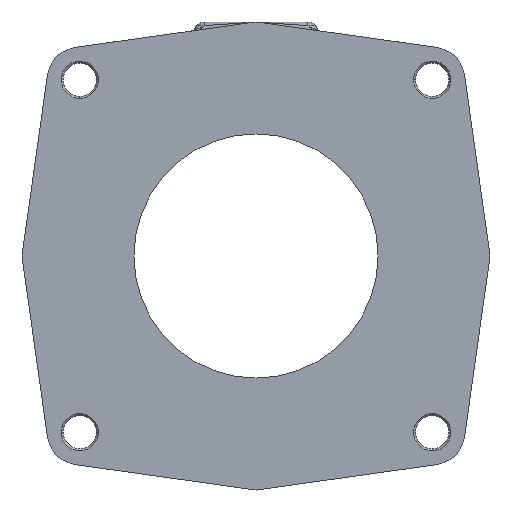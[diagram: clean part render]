
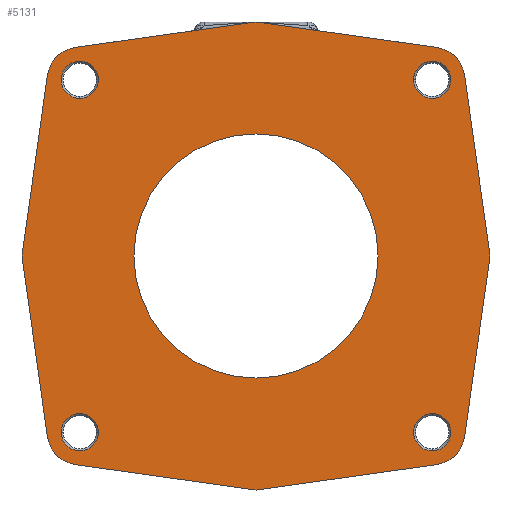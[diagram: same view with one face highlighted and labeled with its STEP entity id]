
A CAD part, front view. The second image highlights one B-rep face of the part: STEP entity #5131.
In plain terms, the highlighted planar face has unit normal (0, -1, 0).
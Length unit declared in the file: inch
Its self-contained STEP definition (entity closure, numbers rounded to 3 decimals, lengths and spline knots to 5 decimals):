
#250=DIRECTION('',(0.99,0.,-0.139));
#251=VECTOR('',#250,2.23956);
#252=CARTESIAN_POINT('',(0.,0.,2.875));
#253=LINE('',#252,#251);
#254=DIRECTION('',(0.99,0.,0.139));
#255=VECTOR('',#254,2.23956);
#256=CARTESIAN_POINT('',(-2.21777,0.,2.56331));
#257=LINE('',#256,#255);
#317=CARTESIAN_POINT('',(2.16551,0.,2.16551));
#318=DIRECTION('',(0.,1.,0.));
#319=DIRECTION('',(-1.,0.,0.));
#320=AXIS2_PLACEMENT_3D('',#317,#318,#319);
#322=CARTESIAN_POINT('',(2.16551,0.,2.16551));
#323=DIRECTION('',(0.,1.,0.));
#324=DIRECTION('',(1.,0.,0.));
#325=AXIS2_PLACEMENT_3D('',#322,#323,#324);
#327=CARTESIAN_POINT('',(2.16551,0.,-2.16551));
#328=DIRECTION('',(0.,1.,0.));
#329=DIRECTION('',(0.,0.,1.));
#330=AXIS2_PLACEMENT_3D('',#327,#328,#329);
#332=CARTESIAN_POINT('',(2.16551,0.,-2.16551));
#333=DIRECTION('',(0.,1.,0.));
#334=DIRECTION('',(0.,0.,-1.));
#335=AXIS2_PLACEMENT_3D('',#332,#333,#334);
#337=CARTESIAN_POINT('',(-2.16551,0.,-2.16551));
#338=DIRECTION('',(0.,1.,0.));
#339=DIRECTION('',(1.,0.,0.));
#340=AXIS2_PLACEMENT_3D('',#337,#338,#339);
#342=CARTESIAN_POINT('',(-2.16551,0.,-2.16551));
#343=DIRECTION('',(0.,1.,0.));
#344=DIRECTION('',(-1.,0.,0.));
#345=AXIS2_PLACEMENT_3D('',#342,#343,#344);
#347=CARTESIAN_POINT('',(-2.16551,0.,2.16551));
#348=DIRECTION('',(0.,1.,0.));
#349=DIRECTION('',(0.,0.,-1.));
#350=AXIS2_PLACEMENT_3D('',#347,#348,#349);
#352=CARTESIAN_POINT('',(-2.16551,0.,2.16551));
#353=DIRECTION('',(0.,1.,0.));
#354=DIRECTION('',(0.,0.,1.));
#355=AXIS2_PLACEMENT_3D('',#352,#353,#354);
#357=CARTESIAN_POINT('',(0.,0.,0.));
#358=DIRECTION('',(0.,-1.,0.));
#359=DIRECTION('',(-1.,0.,0.));
#360=AXIS2_PLACEMENT_3D('',#357,#358,#359);
#362=CARTESIAN_POINT('',(0.,0.,0.));
#363=DIRECTION('',(0.,-1.,0.));
#364=DIRECTION('',(1.,0.,0.));
#365=AXIS2_PLACEMENT_3D('',#362,#363,#364);
#379=DIRECTION('',(-0.139,0.,-0.99));
#380=VECTOR('',#379,2.23956);
#381=CARTESIAN_POINT('',(2.875,0.,0.));
#382=LINE('',#381,#380);
#383=DIRECTION('',(0.139,0.,-0.99));
#384=VECTOR('',#383,2.23956);
#385=CARTESIAN_POINT('',(2.56331,0.,2.21777));
#386=LINE('',#385,#384);
#400=CARTESIAN_POINT('',(2.16126,0.,2.16126));
#401=DIRECTION('',(0.,-1.,0.));
#402=DIRECTION('',(0.99,0.,0.139));
#403=AXIS2_PLACEMENT_3D('',#400,#401,#402);
#443=DIRECTION('',(-0.99,0.,-0.139));
#444=VECTOR('',#443,2.23956);
#445=CARTESIAN_POINT('',(2.21777,0.,-2.56331));
#446=LINE('',#445,#444);
#467=DIRECTION('',(-0.99,0.,0.139));
#468=VECTOR('',#467,2.23956);
#469=CARTESIAN_POINT('',(0.,0.,-2.875));
#470=LINE('',#469,#468);
#490=DIRECTION('',(-0.139,0.,0.99));
#491=VECTOR('',#490,2.23956);
#492=CARTESIAN_POINT('',(-2.56331,0.,-2.21777));
#493=LINE('',#492,#491);
#514=DIRECTION('',(0.139,0.,0.99));
#515=VECTOR('',#514,2.23956);
#516=CARTESIAN_POINT('',(-2.875,0.,0.));
#517=LINE('',#516,#515);
#4094=CARTESIAN_POINT('',(-2.16126,0.,2.16126));
#4095=DIRECTION('',(0.,-1.,0.));
#4096=DIRECTION('',(-0.139,0.,0.99));
#4097=AXIS2_PLACEMENT_3D('',#4094,#4095,#4096);
#4104=CARTESIAN_POINT('',(-2.16126,0.,-2.16126));
#4105=DIRECTION('',(0.,-1.,0.));
#4106=DIRECTION('',(-0.99,0.,-0.139));
#4107=AXIS2_PLACEMENT_3D('',#4104,#4105,#4106);
#4114=CARTESIAN_POINT('',(2.16126,0.,-2.16126));
#4115=DIRECTION('',(0.,-1.,0.));
#4116=DIRECTION('',(0.139,0.,-0.99));
#4117=AXIS2_PLACEMENT_3D('',#4114,#4115,#4116);
#4508=CARTESIAN_POINT('',(0.,0.,2.875));
#4509=VERTEX_POINT('',#4508);
#4510=CARTESIAN_POINT('',(2.875,0.,0.));
#4511=VERTEX_POINT('',#4510);
#4512=CARTESIAN_POINT('',(0.,0.,-2.875));
#4513=VERTEX_POINT('',#4512);
#4514=CARTESIAN_POINT('',(-2.875,0.,0.));
#4515=VERTEX_POINT('',#4514);
#4516=CARTESIAN_POINT('',(2.21777,0.,2.56331));
#4517=VERTEX_POINT('',#4516);
#4518=CARTESIAN_POINT('',(2.56331,0.,2.21777));
#4519=VERTEX_POINT('',#4518);
#4520=CARTESIAN_POINT('',(2.56331,0.,-2.21777));
#4521=VERTEX_POINT('',#4520);
#4522=CARTESIAN_POINT('',(2.21777,0.,-2.56331));
#4523=VERTEX_POINT('',#4522);
#4524=CARTESIAN_POINT('',(-2.56331,0.,2.21777));
#4525=VERTEX_POINT('',#4524);
#4526=CARTESIAN_POINT('',(-2.21777,0.,2.56331));
#4527=VERTEX_POINT('',#4526);
#4528=CARTESIAN_POINT('',(-2.21777,0.,-2.56331));
#4529=VERTEX_POINT('',#4528);
#4530=CARTESIAN_POINT('',(-2.56331,0.,-2.21777));
#4531=VERTEX_POINT('',#4530);
#4540=CARTESIAN_POINT('',(1.93751,0.,2.16551));
#4541=CARTESIAN_POINT('',(2.39351,0.,2.16551));
#4542=VERTEX_POINT('',#4540);
#4543=VERTEX_POINT('',#4541);
#4556=CARTESIAN_POINT('',(2.16551,0.,-1.93751));
#4557=CARTESIAN_POINT('',(2.16551,0.,-2.39351));
#4558=VERTEX_POINT('',#4556);
#4559=VERTEX_POINT('',#4557);
#4572=CARTESIAN_POINT('',(-1.93751,0.,-2.16551));
#4573=CARTESIAN_POINT('',(-2.39351,0.,-2.16551));
#4574=VERTEX_POINT('',#4572);
#4575=VERTEX_POINT('',#4573);
#4588=CARTESIAN_POINT('',(-2.16551,0.,1.93751));
#4589=CARTESIAN_POINT('',(-2.16551,0.,2.39351));
#4590=VERTEX_POINT('',#4588);
#4591=VERTEX_POINT('',#4589);
#4679=CARTESIAN_POINT('',(-1.5,0.,0.));
#4680=CARTESIAN_POINT('',(1.5,0.,0.));
#4681=VERTEX_POINT('',#4679);
#4682=VERTEX_POINT('',#4680);
#5072=CARTESIAN_POINT('',(0.,0.,0.));
#5073=DIRECTION('',(0.,-1.,0.));
#5074=DIRECTION('',(1.,0.,0.));
#5075=AXIS2_PLACEMENT_3D('',#5072,#5073,#5074);
#5076=PLANE('',#5075);
#5078=ORIENTED_EDGE('',*,*,#5077,.T.);
#5080=ORIENTED_EDGE('',*,*,#5079,.F.);
#5082=ORIENTED_EDGE('',*,*,#5081,.T.);
#5084=ORIENTED_EDGE('',*,*,#5083,.T.);
#5086=ORIENTED_EDGE('',*,*,#5085,.F.);
#5088=ORIENTED_EDGE('',*,*,#5087,.T.);
#5090=ORIENTED_EDGE('',*,*,#5089,.T.);
#5092=ORIENTED_EDGE('',*,*,#5091,.F.);
#5093=ORIENTED_EDGE('',*,*,#5059,.T.);
#5094=ORIENTED_EDGE('',*,*,#5048,.T.);
#5096=ORIENTED_EDGE('',*,*,#5095,.F.);
#5098=ORIENTED_EDGE('',*,*,#5097,.T.);
#5099=EDGE_LOOP('',(#5078,#5080,#5082,#5084,#5086,#5088,#5090,#5092,#5093,#5094,
#5096,#5098));
#5100=FACE_OUTER_BOUND('',#5099,.F.);
#5102=ORIENTED_EDGE('',*,*,#5101,.F.);
#5104=ORIENTED_EDGE('',*,*,#5103,.F.);
#5105=EDGE_LOOP('',(#5102,#5104));
#5106=FACE_BOUND('',#5105,.F.);
#5108=ORIENTED_EDGE('',*,*,#5107,.F.);
#5110=ORIENTED_EDGE('',*,*,#5109,.F.);
#5111=EDGE_LOOP('',(#5108,#5110));
#5112=FACE_BOUND('',#5111,.F.);
#5114=ORIENTED_EDGE('',*,*,#5113,.F.);
#5116=ORIENTED_EDGE('',*,*,#5115,.F.);
#5117=EDGE_LOOP('',(#5114,#5116));
#5118=FACE_BOUND('',#5117,.F.);
#5120=ORIENTED_EDGE('',*,*,#5119,.F.);
#5122=ORIENTED_EDGE('',*,*,#5121,.F.);
#5123=EDGE_LOOP('',(#5120,#5122));
#5124=FACE_BOUND('',#5123,.F.);
#5126=ORIENTED_EDGE('',*,*,#5125,.T.);
#5128=ORIENTED_EDGE('',*,*,#5127,.T.);
#5129=EDGE_LOOP('',(#5126,#5128));
#5130=FACE_BOUND('',#5129,.F.);
#321=CIRCLE('',#320,0.228);
#326=CIRCLE('',#325,0.228);
#331=CIRCLE('',#330,0.228);
#336=CIRCLE('',#335,0.228);
#341=CIRCLE('',#340,0.228);
#346=CIRCLE('',#345,0.228);
#351=CIRCLE('',#350,0.228);
#356=CIRCLE('',#355,0.228);
#361=CIRCLE('',#360,1.5);
#366=CIRCLE('',#365,1.5);
#404=CIRCLE('',#403,0.406);
#4098=CIRCLE('',#4097,0.406);
#4108=CIRCLE('',#4107,0.406);
#4118=CIRCLE('',#4117,0.406);
#5048=EDGE_CURVE('',#4509,#4517,#253,.T.);
#5059=EDGE_CURVE('',#4527,#4509,#257,.T.);
#5077=EDGE_CURVE('',#4511,#4521,#382,.T.);
#5079=EDGE_CURVE('',#4523,#4521,#4118,.T.);
#5081=EDGE_CURVE('',#4523,#4513,#446,.T.);
#5083=EDGE_CURVE('',#4513,#4529,#470,.T.);
#5085=EDGE_CURVE('',#4531,#4529,#4108,.T.);
#5087=EDGE_CURVE('',#4531,#4515,#493,.T.);
#5089=EDGE_CURVE('',#4515,#4525,#517,.T.);
#5091=EDGE_CURVE('',#4527,#4525,#4098,.T.);
#5095=EDGE_CURVE('',#4519,#4517,#404,.T.);
#5097=EDGE_CURVE('',#4519,#4511,#386,.T.);
#5101=EDGE_CURVE('',#4542,#4543,#321,.T.);
#5103=EDGE_CURVE('',#4543,#4542,#326,.T.);
#5107=EDGE_CURVE('',#4558,#4559,#331,.T.);
#5109=EDGE_CURVE('',#4559,#4558,#336,.T.);
#5113=EDGE_CURVE('',#4574,#4575,#341,.T.);
#5115=EDGE_CURVE('',#4575,#4574,#346,.T.);
#5119=EDGE_CURVE('',#4590,#4591,#351,.T.);
#5121=EDGE_CURVE('',#4591,#4590,#356,.T.);
#5125=EDGE_CURVE('',#4681,#4682,#361,.T.);
#5127=EDGE_CURVE('',#4682,#4681,#366,.T.);
#5131=ADVANCED_FACE('',(#5100,#5106,#5112,#5118,#5124,#5130),#5076,.T.);
